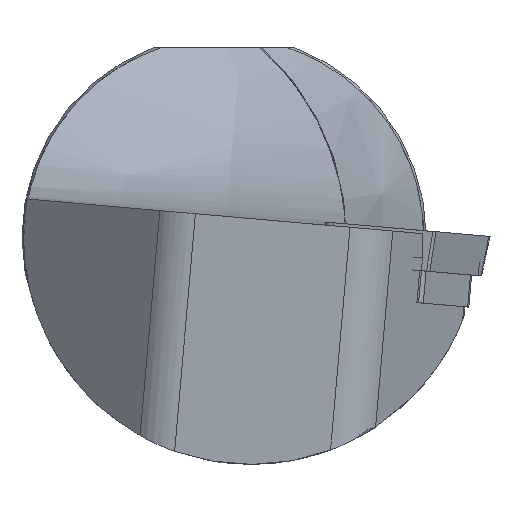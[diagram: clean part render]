
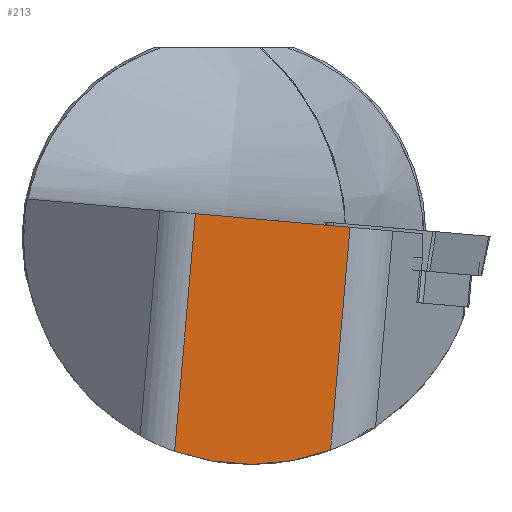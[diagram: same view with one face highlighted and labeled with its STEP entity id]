
A CAD part, left-side view. The second image highlights one B-rep face of the part: STEP entity #213.
In plain terms, the highlighted planar face has unit normal (-1, 0, 0).
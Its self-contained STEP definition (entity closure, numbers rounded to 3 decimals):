
#166=B_SPLINE_CURVE_WITH_KNOTS('',3,(#1711,#1712,#1713,#1714,#1715,#1716,
#1717),.UNSPECIFIED.,.F.,.F.,(4,3,4),(0.,0.278,1.),
 .UNSPECIFIED.);
#213=ADVANCED_FACE('',(#291),#265,.F.);
#265=PLANE('',#1066);
#291=FACE_OUTER_BOUND('',#343,.T.);
#343=EDGE_LOOP('',(#533,#534,#535,#536));
#406=LINE('',#1704,#463);
#407=LINE('',#1709,#464);
#463=VECTOR('',#1180,1.);
#464=VECTOR('',#1183,1.);
#533=ORIENTED_EDGE('',*,*,#906,.T.);
#534=ORIENTED_EDGE('',*,*,#907,.F.);
#535=ORIENTED_EDGE('',*,*,#908,.F.);
#536=ORIENTED_EDGE('',*,*,#909,.F.);
#808=VERTEX_POINT('',#1705);
#809=VERTEX_POINT('',#1706);
#810=VERTEX_POINT('',#1708);
#811=VERTEX_POINT('',#1710);
#906=EDGE_CURVE('',#808,#809,#406,.T.);
#907=EDGE_CURVE('',#810,#809,#1028,.T.);
#908=EDGE_CURVE('',#811,#810,#407,.T.);
#909=EDGE_CURVE('',#808,#811,#166,.T.);
#1028=CIRCLE('',#1065,22.5);
#1065=AXIS2_PLACEMENT_3D('',#1707,#1181,#1182);
#1066=AXIS2_PLACEMENT_3D('',#1718,#1184,#1185);
#1180=DIRECTION('',(0.,0.087,-0.996));
#1181=DIRECTION('',(1.,0.,0.));
#1182=DIRECTION('',(0.,0.,-1.));
#1183=DIRECTION('',(0.,0.087,-0.996));
#1184=DIRECTION('',(1.,0.,0.));
#1185=DIRECTION('',(0.,0.,-1.));
#1704=CARTESIAN_POINT('',(0.,-39.786,489.54));
#1705=CARTESIAN_POINT('',(0.,2.841,2.31));
#1706=CARTESIAN_POINT('',(0.,4.898,-21.196));
#1707=CARTESIAN_POINT('',(0.,-2.65,0.));
#1708=CARTESIAN_POINT('',(0.,-10.531,-21.075));
#1709=CARTESIAN_POINT('',(0.,-55.087,488.201));
#1710=CARTESIAN_POINT('',(0.,-12.46,0.97));
#1711=CARTESIAN_POINT('',(0.,2.841,2.31));
#1712=CARTESIAN_POINT('',(0.,1.426,2.186));
#1713=CARTESIAN_POINT('',(0.,0.01,2.062));
#1714=CARTESIAN_POINT('',(0.,-1.405,1.938));
#1715=CARTESIAN_POINT('',(0.,-5.09,1.616));
#1716=CARTESIAN_POINT('',(0.,-8.775,1.293));
#1717=CARTESIAN_POINT('',(0.,-12.46,0.97));
#1718=CARTESIAN_POINT('',(0.,0.,0.));
